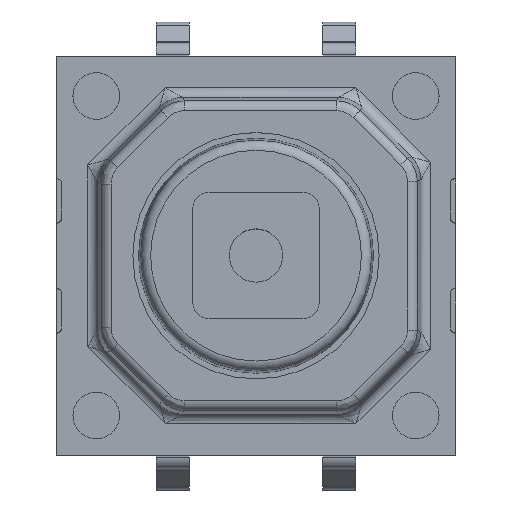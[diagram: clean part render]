
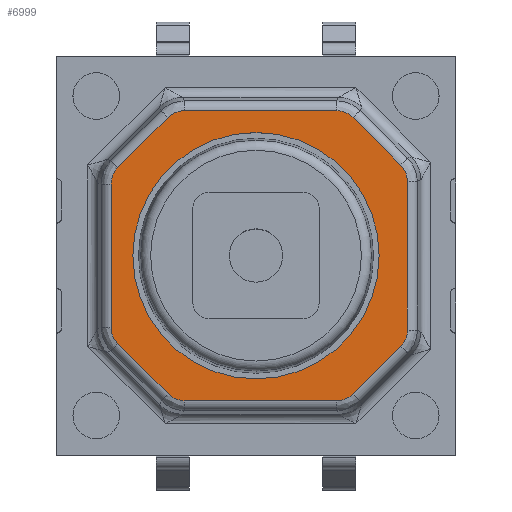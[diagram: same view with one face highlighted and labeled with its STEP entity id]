
A CAD part, top view. The second image highlights one B-rep face of the part: STEP entity #6999.
In plain terms, the highlighted planar face has unit normal (0, 0, 1).
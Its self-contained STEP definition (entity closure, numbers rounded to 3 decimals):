
#63=ELLIPSE('',#7716,0.713,0.7);
#64=ELLIPSE('',#7717,0.713,0.7);
#65=ELLIPSE('',#7718,0.713,0.7);
#66=ELLIPSE('',#7719,0.713,0.7);
#67=ELLIPSE('',#7720,0.713,0.7);
#68=ELLIPSE('',#7721,0.713,0.7);
#69=ELLIPSE('',#7722,0.713,0.7);
#70=ELLIPSE('',#7723,0.713,0.7);
#175=FACE_BOUND('',#1211,.T.);
#326=PLANE('',#7715);
#787=FACE_OUTER_BOUND('',#1210,.T.);
#1210=EDGE_LOOP('',(#6112,#6113,#6114,#6115,#6116,#6117,#6118,#6119,#6120,
#6121,#6122,#6123,#6124,#6125,#6126,#6127));
#1211=EDGE_LOOP('',(#6128));
#1613=CIRCLE('',#7713,3.7);
#2116=LINE('',#13508,#2669);
#2117=LINE('',#13512,#2670);
#2118=LINE('',#13516,#2671);
#2119=LINE('',#13520,#2672);
#2120=LINE('',#13524,#2673);
#2121=LINE('',#13528,#2674);
#2122=LINE('',#13532,#2675);
#2123=LINE('',#13535,#2676);
#2669=VECTOR('',#9553,10.);
#2670=VECTOR('',#9556,10.);
#2671=VECTOR('',#9559,10.);
#2672=VECTOR('',#9562,10.);
#2673=VECTOR('',#9565,10.);
#2674=VECTOR('',#9568,10.);
#2675=VECTOR('',#9571,10.);
#2676=VECTOR('',#9574,10.);
#3311=VERTEX_POINT('',#13498);
#3313=VERTEX_POINT('',#13504);
#3314=VERTEX_POINT('',#13505);
#3315=VERTEX_POINT('',#13507);
#3316=VERTEX_POINT('',#13509);
#3317=VERTEX_POINT('',#13511);
#3318=VERTEX_POINT('',#13513);
#3319=VERTEX_POINT('',#13515);
#3320=VERTEX_POINT('',#13517);
#3321=VERTEX_POINT('',#13519);
#3322=VERTEX_POINT('',#13521);
#3323=VERTEX_POINT('',#13523);
#3324=VERTEX_POINT('',#13525);
#3325=VERTEX_POINT('',#13527);
#3326=VERTEX_POINT('',#13529);
#3327=VERTEX_POINT('',#13531);
#3328=VERTEX_POINT('',#13533);
#4263=EDGE_CURVE('',#3311,#3311,#1613,.T.);
#4266=EDGE_CURVE('',#3313,#3314,#63,.T.);
#4267=EDGE_CURVE('',#3315,#3313,#2116,.T.);
#4268=EDGE_CURVE('',#3316,#3315,#64,.T.);
#4269=EDGE_CURVE('',#3317,#3316,#2117,.T.);
#4270=EDGE_CURVE('',#3318,#3317,#65,.T.);
#4271=EDGE_CURVE('',#3319,#3318,#2118,.T.);
#4272=EDGE_CURVE('',#3320,#3319,#66,.T.);
#4273=EDGE_CURVE('',#3321,#3320,#2119,.T.);
#4274=EDGE_CURVE('',#3322,#3321,#67,.T.);
#4275=EDGE_CURVE('',#3323,#3322,#2120,.T.);
#4276=EDGE_CURVE('',#3324,#3323,#68,.T.);
#4277=EDGE_CURVE('',#3325,#3324,#2121,.T.);
#4278=EDGE_CURVE('',#3326,#3325,#69,.T.);
#4279=EDGE_CURVE('',#3327,#3326,#2122,.T.);
#4280=EDGE_CURVE('',#3328,#3327,#70,.T.);
#4281=EDGE_CURVE('',#3314,#3328,#2123,.T.);
#6112=ORIENTED_EDGE('',*,*,#4266,.F.);
#6113=ORIENTED_EDGE('',*,*,#4267,.F.);
#6114=ORIENTED_EDGE('',*,*,#4268,.F.);
#6115=ORIENTED_EDGE('',*,*,#4269,.F.);
#6116=ORIENTED_EDGE('',*,*,#4270,.F.);
#6117=ORIENTED_EDGE('',*,*,#4271,.F.);
#6118=ORIENTED_EDGE('',*,*,#4272,.F.);
#6119=ORIENTED_EDGE('',*,*,#4273,.F.);
#6120=ORIENTED_EDGE('',*,*,#4274,.F.);
#6121=ORIENTED_EDGE('',*,*,#4275,.F.);
#6122=ORIENTED_EDGE('',*,*,#4276,.F.);
#6123=ORIENTED_EDGE('',*,*,#4277,.F.);
#6124=ORIENTED_EDGE('',*,*,#4278,.F.);
#6125=ORIENTED_EDGE('',*,*,#4279,.F.);
#6126=ORIENTED_EDGE('',*,*,#4280,.F.);
#6127=ORIENTED_EDGE('',*,*,#4281,.F.);
#6128=ORIENTED_EDGE('',*,*,#4263,.T.);
#6999=ADVANCED_FACE('',(#787,#175),#326,.T.);
#7713=AXIS2_PLACEMENT_3D('',#13499,#9544,#9545);
#7715=AXIS2_PLACEMENT_3D('',#13503,#9549,#9550);
#7716=AXIS2_PLACEMENT_3D('',#13506,#9551,#9552);
#7717=AXIS2_PLACEMENT_3D('',#13510,#9554,#9555);
#7718=AXIS2_PLACEMENT_3D('',#13514,#9557,#9558);
#7719=AXIS2_PLACEMENT_3D('',#13518,#9560,#9561);
#7720=AXIS2_PLACEMENT_3D('',#13522,#9563,#9564);
#7721=AXIS2_PLACEMENT_3D('',#13526,#9566,#9567);
#7722=AXIS2_PLACEMENT_3D('',#13530,#9569,#9570);
#7723=AXIS2_PLACEMENT_3D('',#13534,#9572,#9573);
#9544=DIRECTION('center_axis',(0.,0.,
-1.));
#9545=DIRECTION('ref_axis',(1.,0.,0.));
#9549=DIRECTION('center_axis',(0.,0.,
1.));
#9550=DIRECTION('ref_axis',(-1.,0.,0.));
#9551=DIRECTION('center_axis',(0.,0.,
-1.));
#9552=DIRECTION('ref_axis',(-0.924,-0.383,0.));
#9553=DIRECTION('',(-0.707,0.707,0.));
#9554=DIRECTION('center_axis',(0.,0.,
-1.));
#9555=DIRECTION('ref_axis',(-0.383,-0.924,0.));
#9556=DIRECTION('',(-1.,0.,0.));
#9557=DIRECTION('center_axis',(0.,0.,
-1.));
#9558=DIRECTION('ref_axis',(0.383,-0.924,0.));
#9559=DIRECTION('',(-0.707,-0.707,0.));
#9560=DIRECTION('center_axis',(0.,0.,
-1.));
#9561=DIRECTION('ref_axis',(0.924,-0.383,0.));
#9562=DIRECTION('',(0.,-1.,0.));
#9563=DIRECTION('center_axis',(0.,0.,
-1.));
#9564=DIRECTION('ref_axis',(0.924,0.383,0.));
#9565=DIRECTION('',(0.707,-0.707,0.));
#9566=DIRECTION('center_axis',(0.,0.,
-1.));
#9567=DIRECTION('ref_axis',(0.383,0.924,0.));
#9568=DIRECTION('',(1.,0.,0.));
#9569=DIRECTION('center_axis',(0.,0.,
-1.));
#9570=DIRECTION('ref_axis',(-0.383,0.924,0.));
#9571=DIRECTION('',(0.707,0.707,0.));
#9572=DIRECTION('center_axis',(0.,0.,
-1.));
#9573=DIRECTION('ref_axis',(-0.924,0.383,0.));
#9574=DIRECTION('',(0.,1.,0.));
#13498=CARTESIAN_POINT('',(-8.766,-4.954,4.732));
#13499=CARTESIAN_POINT('Origin',(-5.066,-4.954,4.732));
#13503=CARTESIAN_POINT('Origin',(-5.066,-4.954,4.732));
#13504=CARTESIAN_POINT('',(-9.219,-7.596,4.732));
#13505=CARTESIAN_POINT('',(-9.421,-7.108,4.732));
#13506=CARTESIAN_POINT('Origin',(-8.71,-7.099,4.732));
#13507=CARTESIAN_POINT('',(-7.708,-9.106,4.732));
#13508=CARTESIAN_POINT('',(-9.007,-7.807,4.732));
#13509=CARTESIAN_POINT('',(-7.221,-9.308,4.732));
#13510=CARTESIAN_POINT('Origin',(-7.212,-8.597,4.732));
#13511=CARTESIAN_POINT('',(-2.638,-9.308,4.732));
#13512=CARTESIAN_POINT('',(-6.379,-9.308,4.732));
#13513=CARTESIAN_POINT('',(-2.15,-9.106,4.732));
#13514=CARTESIAN_POINT('Origin',(-2.646,-8.597,4.732));
#13515=CARTESIAN_POINT('',(-0.72,-7.676,4.732));
#13516=CARTESIAN_POINT('',(-2.076,-9.032,4.732));
#13517=CARTESIAN_POINT('',(-0.518,-7.189,4.732));
#13518=CARTESIAN_POINT('Origin',(-1.229,-7.18,4.732));
#13519=CARTESIAN_POINT('',(-0.518,-2.719,4.732));
#13520=CARTESIAN_POINT('',(-0.518,-6.266,4.732));
#13521=CARTESIAN_POINT('',(-0.72,-2.232,4.732));
#13522=CARTESIAN_POINT('Origin',(-1.229,-2.728,4.732));
#13523=CARTESIAN_POINT('',(-2.15,-0.801,4.732));
#13524=CARTESIAN_POINT('',(-0.988,-1.963,4.732));
#13525=CARTESIAN_POINT('',(-2.638,-0.6,4.732));
#13526=CARTESIAN_POINT('Origin',(-2.646,-1.31,4.732));
#13527=CARTESIAN_POINT('',(-7.221,-0.6,4.732));
#13528=CARTESIAN_POINT('',(-3.754,-0.6,4.732));
#13529=CARTESIAN_POINT('',(-7.708,-0.801,4.732));
#13530=CARTESIAN_POINT('Origin',(-7.212,-1.31,4.732));
#13531=CARTESIAN_POINT('',(-9.219,-2.312,4.732));
#13532=CARTESIAN_POINT('',(-7.92,-1.013,4.732));
#13533=CARTESIAN_POINT('',(-9.421,-2.799,4.732));
#13534=CARTESIAN_POINT('Origin',(-8.71,-2.808,4.732));
#13535=CARTESIAN_POINT('',(-9.421,-3.642,4.732));
